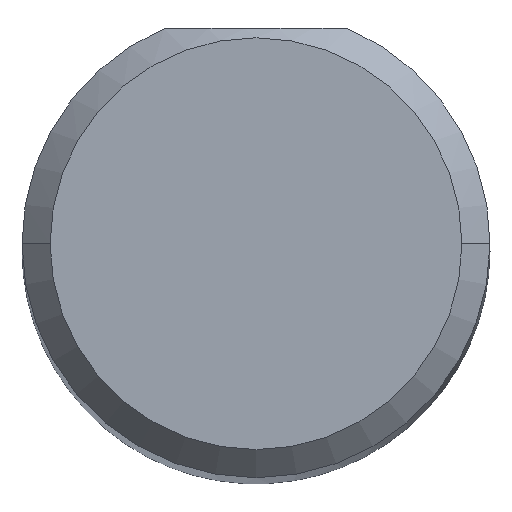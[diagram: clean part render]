
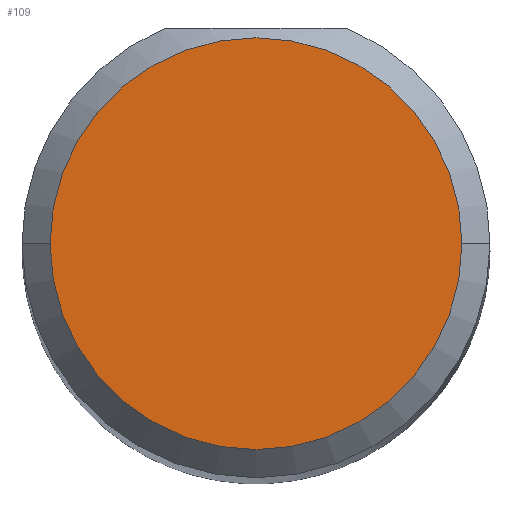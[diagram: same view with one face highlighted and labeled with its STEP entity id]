
A CAD part, top view. The second image highlights one B-rep face of the part: STEP entity #109.
In plain terms, the highlighted planar face has unit normal (0, 0, 1).
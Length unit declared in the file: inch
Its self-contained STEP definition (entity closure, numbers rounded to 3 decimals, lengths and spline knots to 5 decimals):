
#4 = CARTESIAN_POINT ( 'NONE',  ( 0., 0., 2.5 ) ) ;
#7 = ORIENTED_EDGE ( 'NONE', *, *, #20, .T. ) ;
#20 = EDGE_CURVE ( 'NONE', #274, #148, #279, .T. ) ;
#52 = DIRECTION ( 'NONE',  ( 0., 0., 1. ) ) ;
#97 = CARTESIAN_POINT ( 'NONE',  ( 0., 0., 2.5 ) ) ;
#99 = EDGE_LOOP ( 'NONE', ( #315, #7 ) ) ;
#109 = ADVANCED_FACE ( 'NONE', ( #506 ), #423, .T. ) ;
#136 = CIRCLE ( 'NONE', #460, 0.11 ) ;
#148 = VERTEX_POINT ( 'NONE', #462 ) ;
#163 = EDGE_CURVE ( 'NONE', #148, #274, #136, .T. ) ;
#181 = DIRECTION ( 'NONE',  ( 1., 0., 0. ) ) ;
#274 = VERTEX_POINT ( 'NONE', #309 ) ;
#279 = CIRCLE ( 'NONE', #431, 0.11 ) ;
#281 = CARTESIAN_POINT ( 'NONE',  ( 0., 0., 2.5 ) ) ;
#289 = DIRECTION ( 'NONE',  ( 1., 0., 0. ) ) ;
#309 = CARTESIAN_POINT ( 'NONE',  ( 0.11, 0., 2.5 ) ) ;
#315 = ORIENTED_EDGE ( 'NONE', *, *, #163, .T. ) ;
#370 = DIRECTION ( 'NONE',  ( 0., 0., 1. ) ) ;
#379 = DIRECTION ( 'NONE',  ( 1., 0., 0. ) ) ;
#423 = PLANE ( 'NONE',  #438 ) ;
#431 = AXIS2_PLACEMENT_3D ( 'NONE', #281, #370, #289 ) ;
#438 = AXIS2_PLACEMENT_3D ( 'NONE', #4, #468, #379 ) ;
#460 = AXIS2_PLACEMENT_3D ( 'NONE', #97, #52, #181 ) ;
#462 = CARTESIAN_POINT ( 'NONE',  ( -0.11, 0., 2.5 ) ) ;
#468 = DIRECTION ( 'NONE',  ( 0., 0., 1. ) ) ;
#506 = FACE_OUTER_BOUND ( 'NONE', #99, .T. ) ;
